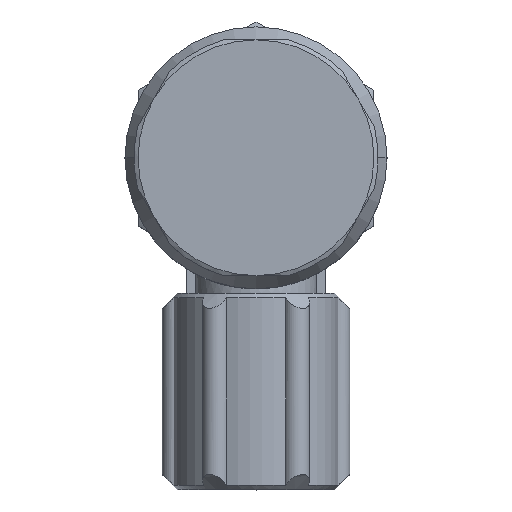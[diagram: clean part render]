
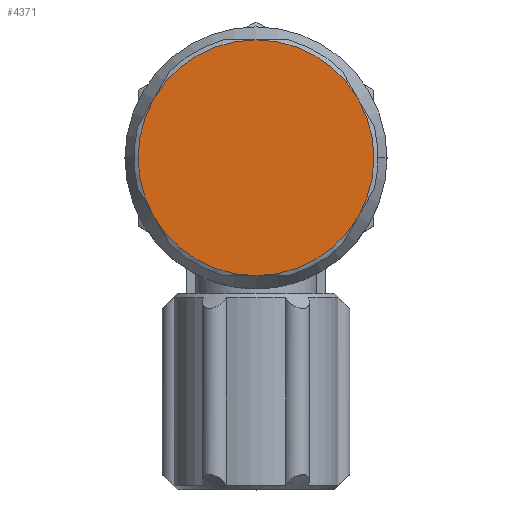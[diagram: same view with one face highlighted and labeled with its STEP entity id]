
A CAD part, top view. The second image highlights one B-rep face of the part: STEP entity #4371.
In plain terms, the highlighted planar face has unit normal (0, 0, 1).
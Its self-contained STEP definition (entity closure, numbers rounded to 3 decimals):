
#3995=CARTESIAN_POINT('',(-11.691,4.456,25.5));
#3996=VERTEX_POINT('',#3995);
#4077=CARTESIAN_POINT('',(11.701,4.472,25.5));
#4078=VERTEX_POINT('',#4077);
#4092=CARTESIAN_POINT('',(11.682,4.44,25.5));
#4093=VERTEX_POINT('',#4092);
#4094=CARTESIAN_POINT('',(11.701,4.472,25.5));
#4095=DIRECTION('',(-0.5,-0.866,0.0));
#4096=VECTOR('',#4095,0.037);
#4097=LINE('',#4094,#4096);
#4098=EDGE_CURVE('',#4078,#4093,#4097,.T.);
#4262=CARTESIAN_POINT('',(0.,-2.294,25.5));
#4263=VERTEX_POINT('',#4262);
#4307=CARTESIAN_POINT('',(7.794,24.706,25.5));
#4308=DIRECTION('',(0.0,0.0,-1.0));
#4309=DIRECTION('',(-1.0,0.0,0.0));
#4310=AXIS2_PLACEMENT_3D('',#4307,#4308,#4309);
#4311=PLANE('',#4310);
#4312=CARTESIAN_POINT('',(11.701,17.94,25.5));
#4313=VERTEX_POINT('',#4312);
#4314=CARTESIAN_POINT('',(0.0,11.206,25.5));
#4315=DIRECTION('',(0.0,0.0,1.0));
#4316=DIRECTION('',(-1.0,0.0,0.0));
#4317=AXIS2_PLACEMENT_3D('',#4314,#4315,#4316);
#4318=CIRCLE('',#4317,13.5);
#4319=EDGE_CURVE('',#4078,#4313,#4318,.T.);
#4320=ORIENTED_EDGE('',*,*,#4319,.T.);
#4321=CARTESIAN_POINT('',(11.682,17.972,25.5));
#4322=VERTEX_POINT('',#4321);
#4323=CARTESIAN_POINT('',(11.682,17.972,25.5));
#4324=DIRECTION('',(0.5,-0.866,0.0));
#4325=VECTOR('',#4324,0.037);
#4326=LINE('',#4323,#4325);
#4327=EDGE_CURVE('',#4322,#4313,#4326,.T.);
#4328=ORIENTED_EDGE('',*,*,#4327,.F.);
#4329=CARTESIAN_POINT('',(0.,24.706,25.5));
#4330=VERTEX_POINT('',#4329);
#4331=CARTESIAN_POINT('',(0.0,11.206,25.5));
#4332=DIRECTION('',(0.0,0.0,1.0));
#4333=DIRECTION('',(-1.0,0.0,0.0));
#4334=AXIS2_PLACEMENT_3D('',#4331,#4332,#4333);
#4335=CIRCLE('',#4334,13.5);
#4336=EDGE_CURVE('',#4322,#4330,#4335,.T.);
#4337=ORIENTED_EDGE('',*,*,#4336,.T.);
#4338=CARTESIAN_POINT('',(-11.691,17.956,25.5));
#4339=VERTEX_POINT('',#4338);
#4340=CARTESIAN_POINT('',(0.0,11.206,25.5));
#4341=DIRECTION('',(0.0,0.0,1.0));
#4342=DIRECTION('',(-1.0,0.0,0.0));
#4343=AXIS2_PLACEMENT_3D('',#4340,#4341,#4342);
#4344=CIRCLE('',#4343,13.5);
#4345=EDGE_CURVE('',#4330,#4339,#4344,.T.);
#4346=ORIENTED_EDGE('',*,*,#4345,.T.);
#4347=CARTESIAN_POINT('',(0.0,11.206,25.5));
#4348=DIRECTION('',(0.0,0.0,1.0));
#4349=DIRECTION('',(-1.0,0.0,0.0));
#4350=AXIS2_PLACEMENT_3D('',#4347,#4348,#4349);
#4351=CIRCLE('',#4350,13.5);
#4352=EDGE_CURVE('',#4339,#3996,#4351,.T.);
#4353=ORIENTED_EDGE('',*,*,#4352,.T.);
#4354=CARTESIAN_POINT('',(0.0,11.206,25.5));
#4355=DIRECTION('',(0.0,0.0,1.0));
#4356=DIRECTION('',(-1.0,0.0,0.0));
#4357=AXIS2_PLACEMENT_3D('',#4354,#4355,#4356);
#4358=CIRCLE('',#4357,13.5);
#4359=EDGE_CURVE('',#3996,#4263,#4358,.T.);
#4360=ORIENTED_EDGE('',*,*,#4359,.T.);
#4361=CARTESIAN_POINT('',(0.0,11.206,25.5));
#4362=DIRECTION('',(0.0,0.0,1.0));
#4363=DIRECTION('',(-1.0,0.0,0.0));
#4364=AXIS2_PLACEMENT_3D('',#4361,#4362,#4363);
#4365=CIRCLE('',#4364,13.5);
#4366=EDGE_CURVE('',#4263,#4093,#4365,.T.);
#4367=ORIENTED_EDGE('',*,*,#4366,.T.);
#4368=ORIENTED_EDGE('',*,*,#4098,.F.);
#4369=EDGE_LOOP('',(#4320,#4328,#4337,#4346,#4353,#4360,#4367,#4368));
#4370=FACE_OUTER_BOUND('',#4369,.T.);
#4371=ADVANCED_FACE('',(#4370),#4311,.F.);
